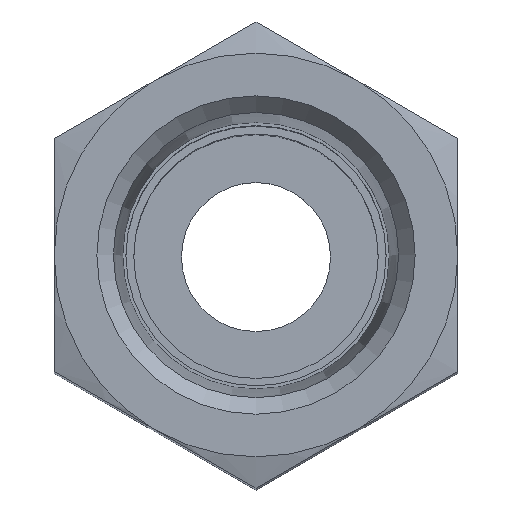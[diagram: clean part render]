
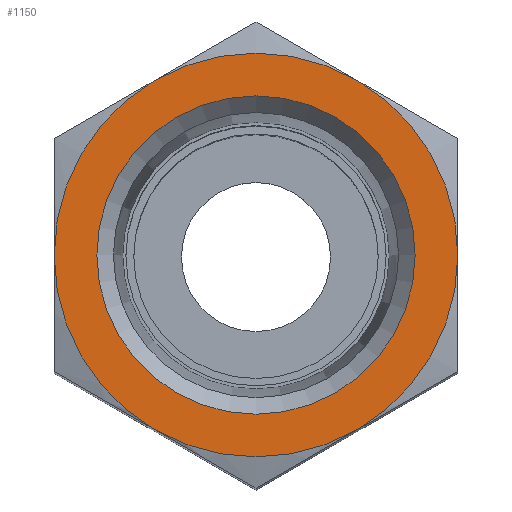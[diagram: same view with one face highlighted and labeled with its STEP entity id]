
A CAD part, top view. The second image highlights one B-rep face of the part: STEP entity #1150.
In plain terms, the highlighted planar face has unit normal (0, 0, 1).
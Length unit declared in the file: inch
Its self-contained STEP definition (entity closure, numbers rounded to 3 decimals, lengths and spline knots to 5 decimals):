
#391=CARTESIAN_POINT('',(0.345,0.,3.38));
#392=VERTEX_POINT('',#391);
#393=CARTESIAN_POINT('',(0.0,0.,3.38));
#394=DIRECTION('',(0.0,0.0,-1.0));
#395=DIRECTION('',(-1.0,0.0,0.0));
#396=AXIS2_PLACEMENT_3D('',#393,#394,#395);
#397=CIRCLE('',#396,0.345);
#398=EDGE_CURVE('',#392,#392,#397,.T.);
#470=CARTESIAN_POINT('',(-0.21875,-0.37889,3.38));
#471=VERTEX_POINT('',#470);
#485=CARTESIAN_POINT('',(0.21875,-0.37889,3.38));
#486=VERTEX_POINT('',#485);
#500=CARTESIAN_POINT('',(0.0,0.0,3.38));
#501=DIRECTION('',(0.0,0.0,1.0));
#502=DIRECTION('',(0.0,1.0,0.0));
#503=AXIS2_PLACEMENT_3D('',#500,#501,#502);
#504=CIRCLE('',#503,0.4375);
#505=EDGE_CURVE('',#471,#486,#504,.T.);
#517=CARTESIAN_POINT('',(-0.4375,0.,3.38));
#518=VERTEX_POINT('',#517);
#545=CARTESIAN_POINT('',(0.0,0.0,3.38));
#546=DIRECTION('',(0.0,0.0,1.0));
#547=DIRECTION('',(0.0,1.0,0.0));
#548=AXIS2_PLACEMENT_3D('',#545,#546,#547);
#549=CIRCLE('',#548,0.4375);
#550=EDGE_CURVE('',#518,#471,#549,.T.);
#562=CARTESIAN_POINT('',(-0.21875,0.37889,3.38));
#563=VERTEX_POINT('',#562);
#590=CARTESIAN_POINT('',(0.0,0.0,3.38));
#591=DIRECTION('',(0.0,0.0,1.0));
#592=DIRECTION('',(0.0,1.0,0.0));
#593=AXIS2_PLACEMENT_3D('',#590,#591,#592);
#594=CIRCLE('',#593,0.4375);
#595=EDGE_CURVE('',#563,#518,#594,.T.);
#620=CARTESIAN_POINT('',(0.21875,0.37889,3.38));
#621=VERTEX_POINT('',#620);
#622=CARTESIAN_POINT('',(0.0,0.0,3.38));
#623=DIRECTION('',(0.0,0.0,1.0));
#624=DIRECTION('',(0.0,1.0,0.0));
#625=AXIS2_PLACEMENT_3D('',#622,#623,#624);
#626=CIRCLE('',#625,0.4375);
#627=EDGE_CURVE('',#621,#563,#626,.T.);
#665=CARTESIAN_POINT('',(0.4375,0.,3.38));
#666=VERTEX_POINT('',#665);
#667=CARTESIAN_POINT('',(0.0,0.0,3.38));
#668=DIRECTION('',(0.0,0.0,1.0));
#669=DIRECTION('',(0.0,1.0,0.0));
#670=AXIS2_PLACEMENT_3D('',#667,#668,#669);
#671=CIRCLE('',#670,0.4375);
#672=EDGE_CURVE('',#666,#621,#671,.T.);
#710=CARTESIAN_POINT('',(0.0,0.0,3.38));
#711=DIRECTION('',(0.0,0.0,1.0));
#712=DIRECTION('',(0.0,1.0,0.0));
#713=AXIS2_PLACEMENT_3D('',#710,#711,#712);
#714=CIRCLE('',#713,0.4375);
#715=EDGE_CURVE('',#486,#666,#714,.T.);
#1134=CARTESIAN_POINT('',(0.,0.,3.38));
#1135=DIRECTION('',(0.0,0.0,1.0));
#1136=DIRECTION('',(1.0,0.0,0.0));
#1137=AXIS2_PLACEMENT_3D('',#1134,#1135,#1136);
#1138=PLANE('',#1137);
#1139=ORIENTED_EDGE('',*,*,#715,.T.);
#1140=ORIENTED_EDGE('',*,*,#672,.T.);
#1141=ORIENTED_EDGE('',*,*,#627,.T.);
#1142=ORIENTED_EDGE('',*,*,#595,.T.);
#1143=ORIENTED_EDGE('',*,*,#550,.T.);
#1144=ORIENTED_EDGE('',*,*,#505,.T.);
#1145=EDGE_LOOP('',(#1139,#1140,#1141,#1142,#1143,#1144));
#1146=FACE_OUTER_BOUND('',#1145,.T.);
#1147=ORIENTED_EDGE('',*,*,#398,.T.);
#1148=EDGE_LOOP('',(#1147));
#1149=FACE_BOUND('',#1148,.T.);
#1150=ADVANCED_FACE('',(#1146,#1149),#1138,.T.);
